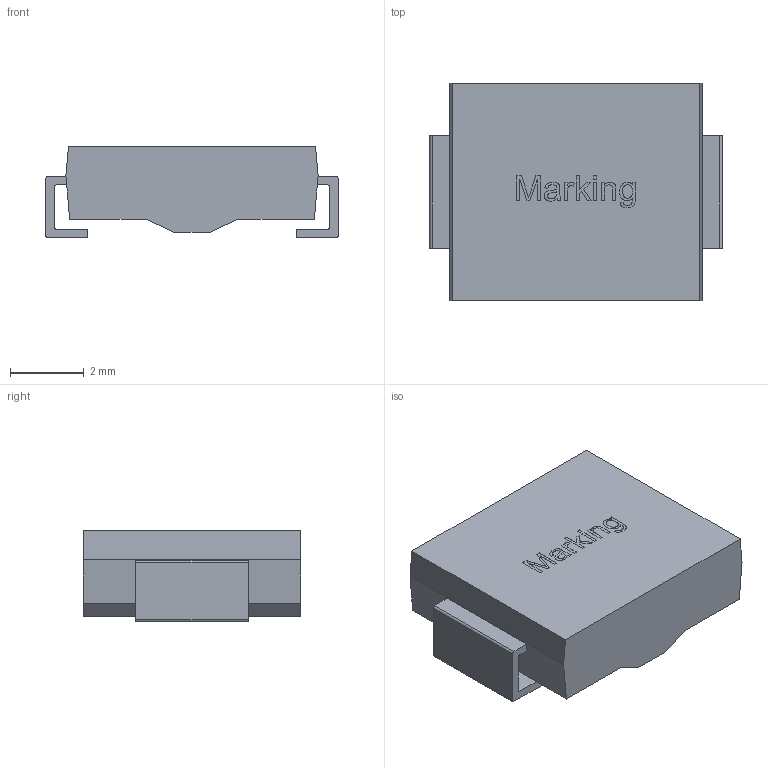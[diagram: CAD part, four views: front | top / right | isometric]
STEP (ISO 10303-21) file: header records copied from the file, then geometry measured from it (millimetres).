
FILE_DESCRIPTION(/* description */ ('Unknown'),/* implementation_level */ '2;1');
FILE_NAME(/* name */ 'D_Wurth_WE-TVSP-DO214-AB_BI',/* time_stamp */ '2024-12-09T14:28:25+08:00',/* author */ ('Unknown'),/* organization */ ('Unknown'),/* preprocessor_version */ 'ST-DEVELOPER v16.7',/* originating_system */ 'Solid Edge',/* authorisation */ 'Unknown');
FILE_SCHEMA (('CONFIG_CONTROL_DESIGN'));
Length unit declared in the file: millimetre
Products named in the file (2): D_Wurth_WE-TVSP-DO214-AB_BI
Assembly tree (1 placements, depth 2):
  D_Wurth_WE-TVSP-DO214-AB_BI
    D_Wurth_WE-TVSP-DO214-AB_BI
Bounding box: 7.94 x 5.91 x 2.5 mm (x, y, z)
Volume: 87.1 mm3; surface area: 169 mm2
Topology: 1 solids, 1 shells, 110 faces, 288 edges, 192 vertices
Faces by surface type: plane 86, bspline 15, cylinder 9
Entity records: 4708 total; most frequent: CARTESIAN_POINT 1267, ORIENTED_EDGE 574, DIRECTION 468, EDGE_CURVE 287, LINE 238, VECTOR 238, VERTEX_POINT 192, EDGE_LOOP 123
